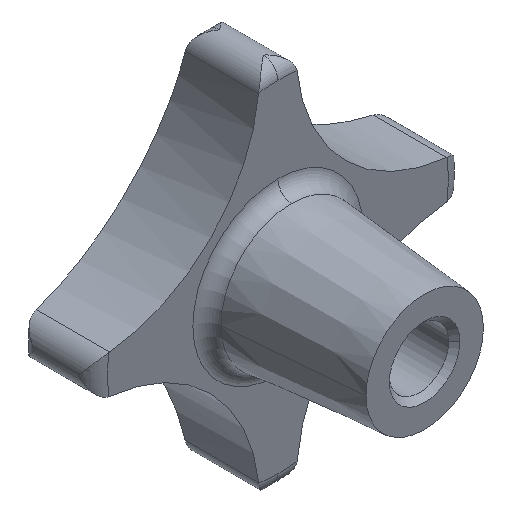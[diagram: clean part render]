
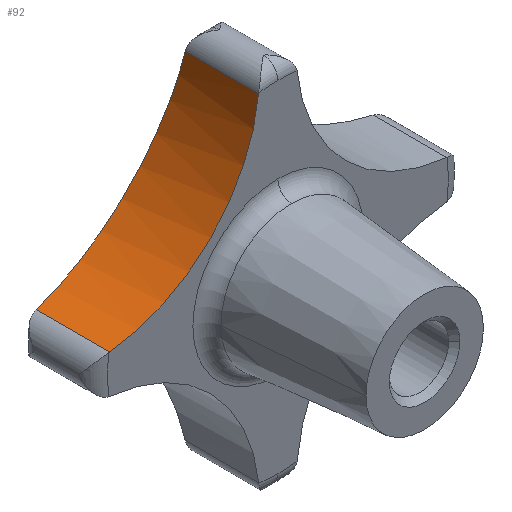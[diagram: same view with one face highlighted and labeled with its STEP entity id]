
A CAD part, isometric view. The second image highlights one B-rep face of the part: STEP entity #92.
In plain terms, the highlighted cylindrical face has radius 28.35 mm (diameter 56.7 mm), a partial arc.
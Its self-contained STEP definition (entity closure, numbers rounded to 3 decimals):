
#92 = ADVANCED_FACE( '', ( #145 ), #146, .F. );
#145 = FACE_OUTER_BOUND( '', #217, .T. );
#146 = CYLINDRICAL_SURFACE( '', #218, 28.35 );
#217 = EDGE_LOOP( '', ( #383, #384, #385, #386 ) );
#218 = AXIS2_PLACEMENT_3D( '', #387, #388, #389 );
#383 = ORIENTED_EDGE( '', *, *, #605, .F. );
#384 = ORIENTED_EDGE( '', *, *, #604, .F. );
#385 = ORIENTED_EDGE( '', *, *, #606, .F. );
#386 = ORIENTED_EDGE( '', *, *, #607, .T. );
#387 = CARTESIAN_POINT( '', ( -31.5, 0., 31.5 ) );
#388 = DIRECTION( '', ( 0., -1., 0. ) );
#389 = DIRECTION( '', ( 0.099, 0., -0.995 ) );
#604 = EDGE_CURVE( '', #749, #733, #751, .T. );
#605 = EDGE_CURVE( '', #733, #752, #753, .T. );
#606 = EDGE_CURVE( '', #754, #749, #755, .T. );
#607 = EDGE_CURVE( '', #754, #752, #756, .T. );
#733 = VERTEX_POINT( '', #1063 );
#749 = VERTEX_POINT( '', #1136 );
#751 = LINE( '', #1138, #1139 );
#752 = VERTEX_POINT( '', #1140 );
#753 = B_SPLINE_CURVE_WITH_KNOTS( '', 3, ( #1141, #1142, #1143, #1144, #1145, #1146, #1147, #1148, #1149, #1150, #1151, #1152, #1153, #1154, #1155, #1156, #1157, #1158, #1159, #1160, #1161, #1162, #1163, #1164, #1165, #1166, #1167, #1168, #1169, #1170 ), .UNSPECIFIED., .F., .F., ( 4, 2, 2, 2, 2, 2, 2, 2, 2, 2, 2, 2, 2, 2, 4 ), ( 0., 2.68, 5.36, 8.041, 10.721, 13.401, 16.081, 18.762, 21.442, 24.143, 26.844, 29.545, 32.246, 34.947, 37.472 ), .UNSPECIFIED. );
#754 = VERTEX_POINT( '', #1171 );
#755 = CIRCLE( '', #1172, 28.35 );
#756 = LINE( '', #1173, #1174 );
#1063 = CARTESIAN_POINT( '', ( -28.689, 37.483, 3.29 ) );
#1136 = CARTESIAN_POINT( '', ( -28.689, 25., 3.29 ) );
#1138 = CARTESIAN_POINT( '', ( -28.689, 0., 3.29 ) );
#1139 = VECTOR( '', #1409, 1. );
#1140 = CARTESIAN_POINT( '', ( -3.29, 37.483, 28.689 ) );
#1141 = CARTESIAN_POINT( '', ( -28.689, 37.483, 3.29 ) );
#1142 = CARTESIAN_POINT( '', ( -27.812, 37.634, 3.377 ) );
#1143 = CARTESIAN_POINT( '', ( -26.924, 37.779, 3.507 ) );
#1144 = CARTESIAN_POINT( '', ( -25.14, 38.053, 3.858 ) );
#1145 = CARTESIAN_POINT( '', ( -24.245, 38.182, 4.078 ) );
#1146 = CARTESIAN_POINT( '', ( -22.467, 38.419, 4.612 ) );
#1147 = CARTESIAN_POINT( '', ( -21.583, 38.528, 4.924 ) );
#1148 = CARTESIAN_POINT( '', ( -19.845, 38.723, 5.64 ) );
#1149 = CARTESIAN_POINT( '', ( -18.99, 38.809, 6.042 ) );
#1150 = CARTESIAN_POINT( '', ( -17.324, 38.956, 6.931 ) );
#1151 = CARTESIAN_POINT( '', ( -16.512, 39.018, 7.418 ) );
#1152 = CARTESIAN_POINT( '', ( -14.944, 39.116, 8.467 ) );
#1153 = CARTESIAN_POINT( '', ( -14.189, 39.153, 9.029 ) );
#1154 = CARTESIAN_POINT( '', ( -12.747, 39.201, 10.218 ) );
#1155 = CARTESIAN_POINT( '', ( -12.06, 39.213, 10.844 ) );
#1156 = CARTESIAN_POINT( '', ( -10.764, 39.211, 12.146 ) );
#1157 = CARTESIAN_POINT( '', ( -10.155, 39.199, 12.821 ) );
#1158 = CARTESIAN_POINT( '', ( -9.017, 39.152, 14.207 ) );
#1159 = CARTESIAN_POINT( '', ( -8.47, 39.116, 14.941 ) );
#1160 = CARTESIAN_POINT( '', ( -7.441, 39.02, 16.475 ) );
#1161 = CARTESIAN_POINT( '', ( -6.958, 38.96, 17.276 ) );
#1162 = CARTESIAN_POINT( '', ( -6.071, 38.814, 18.932 ) );
#1163 = CARTESIAN_POINT( '', ( -5.666, 38.729, 19.786 ) );
#1164 = CARTESIAN_POINT( '', ( -4.942, 38.533, 21.536 ) );
#1165 = CARTESIAN_POINT( '', ( -4.623, 38.424, 22.431 ) );
#1166 = CARTESIAN_POINT( '', ( -4.078, 38.182, 24.245 ) );
#1167 = CARTESIAN_POINT( '', ( -3.851, 38.049, 25.165 ) );
#1168 = CARTESIAN_POINT( '', ( -3.503, 37.774, 26.954 ) );
#1169 = CARTESIAN_POINT( '', ( -3.376, 37.632, 27.823 ) );
#1170 = CARTESIAN_POINT( '', ( -3.29, 37.483, 28.689 ) );
#1171 = CARTESIAN_POINT( '', ( -3.29, 25., 28.689 ) );
#1172 = AXIS2_PLACEMENT_3D( '', #1410, #1411, #1412 );
#1173 = CARTESIAN_POINT( '', ( -3.29, 0., 28.689 ) );
#1174 = VECTOR( '', #1413, 1. );
#1409 = DIRECTION( '', ( 0., 1., 0. ) );
#1410 = CARTESIAN_POINT( '', ( -31.5, 25., 31.5 ) );
#1411 = DIRECTION( '', ( 0., 1., 0. ) );
#1412 = DIRECTION( '', ( 0.099, 0., -0.995 ) );
#1413 = DIRECTION( '', ( 0., 1., 0. ) );
